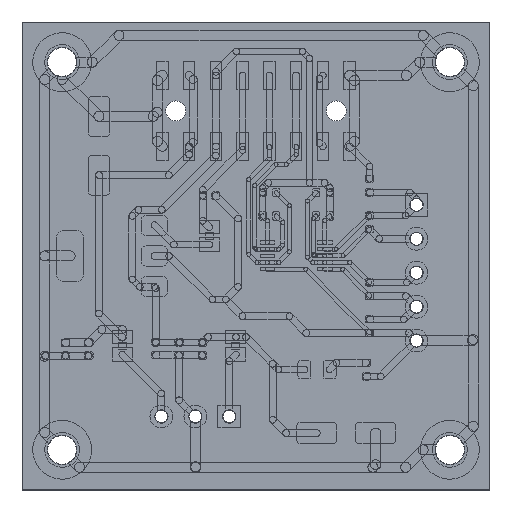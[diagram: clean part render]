
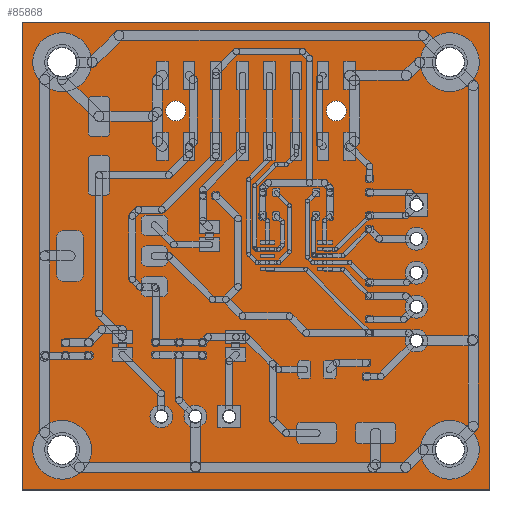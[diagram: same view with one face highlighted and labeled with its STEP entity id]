
A CAD part, top view. The second image highlights one B-rep face of the part: STEP entity #85868.
In plain terms, the highlighted planar face has unit normal (0, 0, 1).
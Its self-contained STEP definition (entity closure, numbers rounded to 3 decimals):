
#85602 = VERTEX_POINT('',#85603);
#85603 = CARTESIAN_POINT('',(135.,-135.,1.6));
#85609 = EDGE_CURVE('',#85602,#85610,#85612,.T.);
#85610 = VERTEX_POINT('',#85611);
#85611 = CARTESIAN_POINT('',(100.,-135.,1.6));
#85612 = LINE('',#85613,#85614);
#85613 = CARTESIAN_POINT('',(135.,-135.,1.6));
#85614 = VECTOR('',#85615,1.);
#85615 = DIRECTION('',(-1.,0.,0.));
#85642 = VERTEX_POINT('',#85643);
#85643 = CARTESIAN_POINT('',(135.,-100.,1.6));
#85649 = EDGE_CURVE('',#85642,#85602,#85650,.T.);
#85650 = LINE('',#85651,#85652);
#85651 = CARTESIAN_POINT('',(135.,-100.,1.6));
#85652 = VECTOR('',#85653,1.);
#85653 = DIRECTION('',(0.,-1.,0.));
#85671 = EDGE_CURVE('',#85610,#85672,#85674,.T.);
#85672 = VERTEX_POINT('',#85673);
#85673 = CARTESIAN_POINT('',(100.,-100.,1.6));
#85674 = LINE('',#85675,#85676);
#85675 = CARTESIAN_POINT('',(100.,-135.,1.6));
#85676 = VECTOR('',#85677,1.);
#85677 = DIRECTION('',(0.,1.,0.));
#85868 = ADVANCED_FACE('',(#85869,#85880,#85891,#85902,#85913,#85924,
    #85935,#85946,#85957,#85968,#85979,#85990,#86001,#86012,#86023),
  #86034,.T.);
#85869 = FACE_BOUND('',#85870,.T.);
#85870 = EDGE_LOOP('',(#85871,#85872,#85873,#85879));
#85871 = ORIENTED_EDGE('',*,*,#85609,.F.);
#85872 = ORIENTED_EDGE('',*,*,#85649,.F.);
#85873 = ORIENTED_EDGE('',*,*,#85874,.F.);
#85874 = EDGE_CURVE('',#85672,#85642,#85875,.T.);
#85875 = LINE('',#85876,#85877);
#85876 = CARTESIAN_POINT('',(100.,-100.,1.6));
#85877 = VECTOR('',#85878,1.);
#85878 = DIRECTION('',(1.,0.,0.));
#85879 = ORIENTED_EDGE('',*,*,#85671,.F.);
#85880 = FACE_BOUND('',#85881,.T.);
#85881 = EDGE_LOOP('',(#85882));
#85882 = ORIENTED_EDGE('',*,*,#85883,.T.);
#85883 = EDGE_CURVE('',#85884,#85884,#85886,.T.);
#85884 = VERTEX_POINT('',#85885);
#85885 = CARTESIAN_POINT('',(103.,-133.1,1.6));
#85886 = CIRCLE('',#85887,1.1);
#85887 = AXIS2_PLACEMENT_3D('',#85888,#85889,#85890);
#85888 = CARTESIAN_POINT('',(103.,-132.,1.6));
#85889 = DIRECTION('',(-0.,0.,-1.));
#85890 = DIRECTION('',(-0.,-1.,0.));
#85891 = FACE_BOUND('',#85892,.T.);
#85892 = EDGE_LOOP('',(#85893));
#85893 = ORIENTED_EDGE('',*,*,#85894,.T.);
#85894 = EDGE_CURVE('',#85895,#85895,#85897,.T.);
#85895 = VERTEX_POINT('',#85896);
#85896 = CARTESIAN_POINT('',(110.42,-130.,1.6));
#85897 = CIRCLE('',#85898,0.5);
#85898 = AXIS2_PLACEMENT_3D('',#85899,#85900,#85901);
#85899 = CARTESIAN_POINT('',(110.42,-129.5,1.6));
#85900 = DIRECTION('',(-0.,0.,-1.));
#85901 = DIRECTION('',(-0.,-1.,0.));
#85902 = FACE_BOUND('',#85903,.T.);
#85903 = EDGE_LOOP('',(#85904));
#85904 = ORIENTED_EDGE('',*,*,#85905,.T.);
#85905 = EDGE_CURVE('',#85906,#85906,#85908,.T.);
#85906 = VERTEX_POINT('',#85907);
#85907 = CARTESIAN_POINT('',(112.96,-130.,1.6));
#85908 = CIRCLE('',#85909,0.5);
#85909 = AXIS2_PLACEMENT_3D('',#85910,#85911,#85912);
#85910 = CARTESIAN_POINT('',(112.96,-129.5,1.6));
#85911 = DIRECTION('',(-0.,0.,-1.));
#85912 = DIRECTION('',(-0.,-1.,0.));
#85913 = FACE_BOUND('',#85914,.T.);
#85914 = EDGE_LOOP('',(#85915));
#85915 = ORIENTED_EDGE('',*,*,#85916,.T.);
#85916 = EDGE_CURVE('',#85917,#85917,#85919,.T.);
#85917 = VERTEX_POINT('',#85918);
#85918 = CARTESIAN_POINT('',(115.5,-130.,1.6));
#85919 = CIRCLE('',#85920,0.5);
#85920 = AXIS2_PLACEMENT_3D('',#85921,#85922,#85923);
#85921 = CARTESIAN_POINT('',(115.5,-129.5,1.6));
#85922 = DIRECTION('',(-0.,0.,-1.));
#85923 = DIRECTION('',(-0.,-1.,0.));
#85924 = FACE_BOUND('',#85925,.T.);
#85925 = EDGE_LOOP('',(#85926));
#85926 = ORIENTED_EDGE('',*,*,#85927,.T.);
#85927 = EDGE_CURVE('',#85928,#85928,#85930,.T.);
#85928 = VERTEX_POINT('',#85929);
#85929 = CARTESIAN_POINT('',(132.,-133.1,1.6));
#85930 = CIRCLE('',#85931,1.1);
#85931 = AXIS2_PLACEMENT_3D('',#85932,#85933,#85934);
#85932 = CARTESIAN_POINT('',(132.,-132.,1.6));
#85933 = DIRECTION('',(-0.,0.,-1.));
#85934 = DIRECTION('',(-0.,-1.,0.));
#85935 = FACE_BOUND('',#85936,.T.);
#85936 = EDGE_LOOP('',(#85937));
#85937 = ORIENTED_EDGE('',*,*,#85938,.T.);
#85938 = EDGE_CURVE('',#85939,#85939,#85941,.T.);
#85939 = VERTEX_POINT('',#85940);
#85940 = CARTESIAN_POINT('',(129.5,-124.335,1.6));
#85941 = CIRCLE('',#85942,0.5);
#85942 = AXIS2_PLACEMENT_3D('',#85943,#85944,#85945);
#85943 = CARTESIAN_POINT('',(129.5,-123.835,1.6));
#85944 = DIRECTION('',(-0.,0.,-1.));
#85945 = DIRECTION('',(-0.,-1.,0.));
#85946 = FACE_BOUND('',#85947,.T.);
#85947 = EDGE_LOOP('',(#85948));
#85948 = ORIENTED_EDGE('',*,*,#85949,.T.);
#85949 = EDGE_CURVE('',#85950,#85950,#85952,.T.);
#85950 = VERTEX_POINT('',#85951);
#85951 = CARTESIAN_POINT('',(129.5,-121.795,1.6));
#85952 = CIRCLE('',#85953,0.5);
#85953 = AXIS2_PLACEMENT_3D('',#85954,#85955,#85956);
#85954 = CARTESIAN_POINT('',(129.5,-121.295,1.6));
#85955 = DIRECTION('',(-0.,0.,-1.));
#85956 = DIRECTION('',(-0.,-1.,0.));
#85957 = FACE_BOUND('',#85958,.T.);
#85958 = EDGE_LOOP('',(#85959));
#85959 = ORIENTED_EDGE('',*,*,#85960,.T.);
#85960 = EDGE_CURVE('',#85961,#85961,#85963,.T.);
#85961 = VERTEX_POINT('',#85962);
#85962 = CARTESIAN_POINT('',(129.5,-119.255,1.6));
#85963 = CIRCLE('',#85964,0.5);
#85964 = AXIS2_PLACEMENT_3D('',#85965,#85966,#85967);
#85965 = CARTESIAN_POINT('',(129.5,-118.755,1.6));
#85966 = DIRECTION('',(-0.,0.,-1.));
#85967 = DIRECTION('',(-0.,-1.,0.));
#85968 = FACE_BOUND('',#85969,.T.);
#85969 = EDGE_LOOP('',(#85970));
#85970 = ORIENTED_EDGE('',*,*,#85971,.T.);
#85971 = EDGE_CURVE('',#85972,#85972,#85974,.T.);
#85972 = VERTEX_POINT('',#85973);
#85973 = CARTESIAN_POINT('',(103.,-104.1,1.6));
#85974 = CIRCLE('',#85975,1.1);
#85975 = AXIS2_PLACEMENT_3D('',#85976,#85977,#85978);
#85976 = CARTESIAN_POINT('',(103.,-103.,1.6));
#85977 = DIRECTION('',(-0.,0.,-1.));
#85978 = DIRECTION('',(-0.,-1.,0.));
#85979 = FACE_BOUND('',#85980,.T.);
#85980 = EDGE_LOOP('',(#85981));
#85981 = ORIENTED_EDGE('',*,*,#85982,.T.);
#85982 = EDGE_CURVE('',#85983,#85983,#85985,.T.);
#85983 = VERTEX_POINT('',#85984);
#85984 = CARTESIAN_POINT('',(111.5,-107.4,1.6));
#85985 = CIRCLE('',#85986,0.75);
#85986 = AXIS2_PLACEMENT_3D('',#85987,#85988,#85989);
#85987 = CARTESIAN_POINT('',(111.5,-106.65,1.6));
#85988 = DIRECTION('',(-0.,0.,-1.));
#85989 = DIRECTION('',(-0.,-1.,0.));
#85990 = FACE_BOUND('',#85991,.T.);
#85991 = EDGE_LOOP('',(#85992));
#85992 = ORIENTED_EDGE('',*,*,#85993,.T.);
#85993 = EDGE_CURVE('',#85994,#85994,#85996,.T.);
#85994 = VERTEX_POINT('',#85995);
#85995 = CARTESIAN_POINT('',(129.5,-116.715,1.6));
#85996 = CIRCLE('',#85997,0.5);
#85997 = AXIS2_PLACEMENT_3D('',#85998,#85999,#86000);
#85998 = CARTESIAN_POINT('',(129.5,-116.215,1.6));
#85999 = DIRECTION('',(-0.,0.,-1.));
#86000 = DIRECTION('',(-0.,-1.,0.));
#86001 = FACE_BOUND('',#86002,.T.);
#86002 = EDGE_LOOP('',(#86003));
#86003 = ORIENTED_EDGE('',*,*,#86004,.T.);
#86004 = EDGE_CURVE('',#86005,#86005,#86007,.T.);
#86005 = VERTEX_POINT('',#86006);
#86006 = CARTESIAN_POINT('',(129.5,-114.175,1.6));
#86007 = CIRCLE('',#86008,0.5);
#86008 = AXIS2_PLACEMENT_3D('',#86009,#86010,#86011);
#86009 = CARTESIAN_POINT('',(129.5,-113.675,1.6));
#86010 = DIRECTION('',(-0.,0.,-1.));
#86011 = DIRECTION('',(-0.,-1.,0.));
#86012 = FACE_BOUND('',#86013,.T.);
#86013 = EDGE_LOOP('',(#86014));
#86014 = ORIENTED_EDGE('',*,*,#86015,.T.);
#86015 = EDGE_CURVE('',#86016,#86016,#86018,.T.);
#86016 = VERTEX_POINT('',#86017);
#86017 = CARTESIAN_POINT('',(123.5,-107.4,1.6));
#86018 = CIRCLE('',#86019,0.75);
#86019 = AXIS2_PLACEMENT_3D('',#86020,#86021,#86022);
#86020 = CARTESIAN_POINT('',(123.5,-106.65,1.6));
#86021 = DIRECTION('',(-0.,0.,-1.));
#86022 = DIRECTION('',(-0.,-1.,0.));
#86023 = FACE_BOUND('',#86024,.T.);
#86024 = EDGE_LOOP('',(#86025));
#86025 = ORIENTED_EDGE('',*,*,#86026,.T.);
#86026 = EDGE_CURVE('',#86027,#86027,#86029,.T.);
#86027 = VERTEX_POINT('',#86028);
#86028 = CARTESIAN_POINT('',(132.,-104.1,1.6));
#86029 = CIRCLE('',#86030,1.1);
#86030 = AXIS2_PLACEMENT_3D('',#86031,#86032,#86033);
#86031 = CARTESIAN_POINT('',(132.,-103.,1.6));
#86032 = DIRECTION('',(-0.,0.,-1.));
#86033 = DIRECTION('',(-0.,-1.,0.));
#86034 = PLANE('',#86035);
#86035 = AXIS2_PLACEMENT_3D('',#86036,#86037,#86038);
#86036 = CARTESIAN_POINT('',(0.,0.,1.6));
#86037 = DIRECTION('',(0.,0.,1.));
#86038 = DIRECTION('',(1.,0.,-0.));
